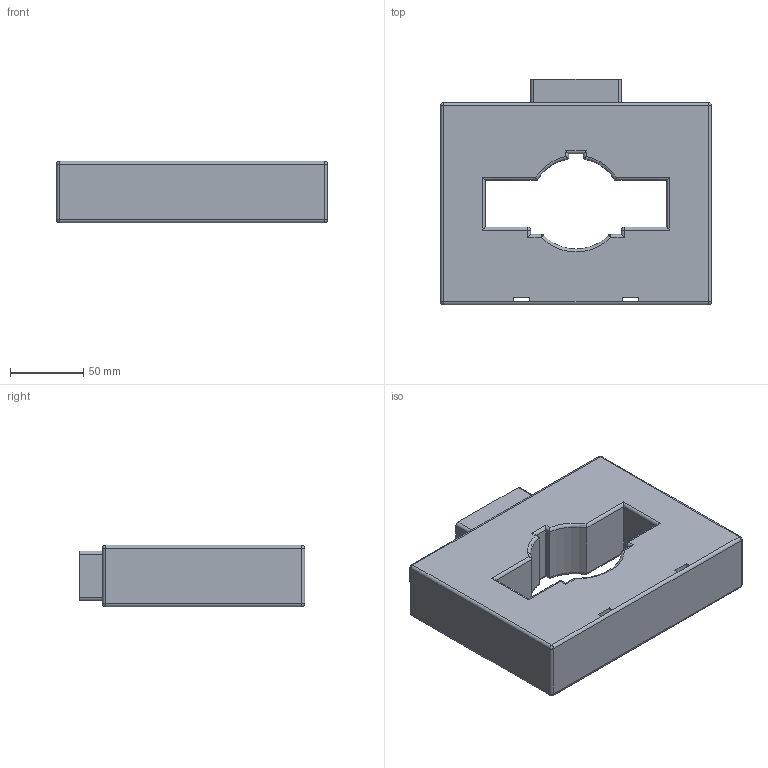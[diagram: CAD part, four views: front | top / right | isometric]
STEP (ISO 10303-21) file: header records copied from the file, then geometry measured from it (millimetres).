
FILE_DESCRIPTION (( 'STEP AP203' ), '1' );
FILE_NAME ('ﾒﾒﾝ 125-1500....5000-5ﾀ.STEP', '2018-04-23T12:06:57', ( '' ), ( '' ), 'SwSTEP 2.0', 'SolidWorks 2017', '' );
FILE_SCHEMA (( 'CONFIG_CONTROL_DESIGN' ));
Length unit declared in the file: millimetre
Products named in the file (1): ﾒﾒﾝ 125-1500....5000-5ﾀ
Bounding box: 185 x 154 x 42 mm (x, y, z)
Volume: 861005.6 mm3; surface area: 88679 mm2
Topology: 1 solids, 1 shells, 185 faces, 470 edges, 276 vertices
Faces by surface type: plane 90, cylinder 63, torus 16, sphere 16
Entity records: 5691 total; most frequent: CARTESIAN_POINT 1290, ORIENTED_EDGE 908, DIRECTION 900, EDGE_CURVE 454, AXIS2_PLACEMENT_3D 314, VERTEX_POINT 276, LINE 272, VECTOR 272
